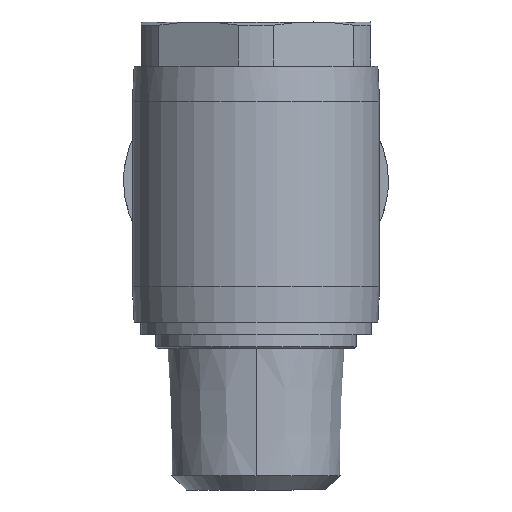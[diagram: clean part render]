
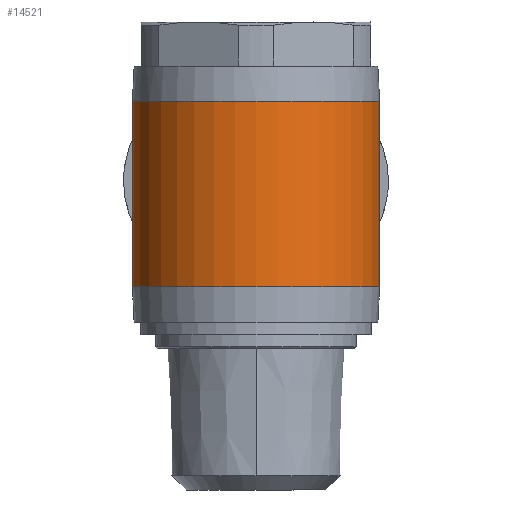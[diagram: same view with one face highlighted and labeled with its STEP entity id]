
A CAD part, left-side view. The second image highlights one B-rep face of the part: STEP entity #14521.
In plain terms, the highlighted cylindrical face has radius 7 mm (diameter 14 mm), a partial arc.
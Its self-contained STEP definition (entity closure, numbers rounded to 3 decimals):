
#48 = EDGE_CURVE ( 'NONE', #15952, #10450, #6926, .T. ) ;
#182 = CIRCLE ( 'NONE', #12695, 7. ) ;
#1356 = DIRECTION ( 'NONE',  ( 0., -1., 0. ) ) ;
#2115 = EDGE_LOOP ( 'NONE', ( #8044, #7760, #14234, #10850 ) ) ;
#2406 = AXIS2_PLACEMENT_3D ( 'NONE', #10406, #11487, #1356 ) ;
#2936 = EDGE_CURVE ( 'NONE', #13016, #10800, #7373, .T. ) ;
#3584 = DIRECTION ( 'NONE',  ( 0., 0., 1. ) ) ;
#3720 = EDGE_CURVE ( 'NONE', #13016, #15952, #14254, .T. ) ;
#4432 = DIRECTION ( 'NONE',  ( 0., 0., 1. ) ) ;
#4750 = DIRECTION ( 'NONE',  ( -1., 0., 0. ) ) ;
#4952 = EDGE_CURVE ( 'NONE', #10800, #10450, #182, .T. ) ;
#5837 = CARTESIAN_POINT ( 'NONE',  ( 2., 7., -0.75 ) ) ;
#6926 = LINE ( 'NONE', #5837, #10495 ) ;
#6997 = VECTOR ( 'NONE', #8310, 1000. ) ;
#7373 = LINE ( 'NONE', #9540, #6997 ) ;
#7760 = ORIENTED_EDGE ( 'NONE', *, *, #48, .T. ) ;
#8044 = ORIENTED_EDGE ( 'NONE', *, *, #3720, .T. ) ;
#8166 = CARTESIAN_POINT ( 'NONE',  ( 2., 7., 4.5 ) ) ;
#8310 = DIRECTION ( 'NONE',  ( 0., 0., 1. ) ) ;
#8642 = CARTESIAN_POINT ( 'NONE',  ( 2., 0., 4.5 ) ) ;
#9214 = DIRECTION ( 'NONE',  ( 0., 0., 1. ) ) ;
#9540 = CARTESIAN_POINT ( 'NONE',  ( 2., -7., -0.75 ) ) ;
#9936 = CARTESIAN_POINT ( 'NONE',  ( 2., -7., -6. ) ) ;
#10406 = CARTESIAN_POINT ( 'NONE',  ( 2., 0., -0.75 ) ) ;
#10450 = VERTEX_POINT ( 'NONE', #8166 ) ;
#10495 = VECTOR ( 'NONE', #4432, 1000. ) ;
#10800 = VERTEX_POINT ( 'NONE', #14088 ) ;
#10850 = ORIENTED_EDGE ( 'NONE', *, *, #2936, .F. ) ;
#11487 = DIRECTION ( 'NONE',  ( 0., 0., 1. ) ) ;
#11614 = CYLINDRICAL_SURFACE ( 'NONE', #2406, 7. ) ;
#12695 = AXIS2_PLACEMENT_3D ( 'NONE', #8642, #3584, #4750 ) ;
#13016 = VERTEX_POINT ( 'NONE', #9936 ) ;
#13432 = DIRECTION ( 'NONE',  ( 0., -1., 0. ) ) ;
#13437 = FACE_OUTER_BOUND ( 'NONE', #2115, .T. ) ;
#14088 = CARTESIAN_POINT ( 'NONE',  ( 2., -7., 4.5 ) ) ;
#14234 = ORIENTED_EDGE ( 'NONE', *, *, #4952, .F. ) ;
#14254 = CIRCLE ( 'NONE', #16540, 7. ) ;
#14521 = ADVANCED_FACE ( 'NONE', ( #13437 ), #11614, .T. ) ;
#14587 = CARTESIAN_POINT ( 'NONE',  ( 2., 7., -6. ) ) ;
#15824 = CARTESIAN_POINT ( 'NONE',  ( 2., 0., -6. ) ) ;
#15952 = VERTEX_POINT ( 'NONE', #14587 ) ;
#16540 = AXIS2_PLACEMENT_3D ( 'NONE', #15824, #9214, #13432 ) ;
